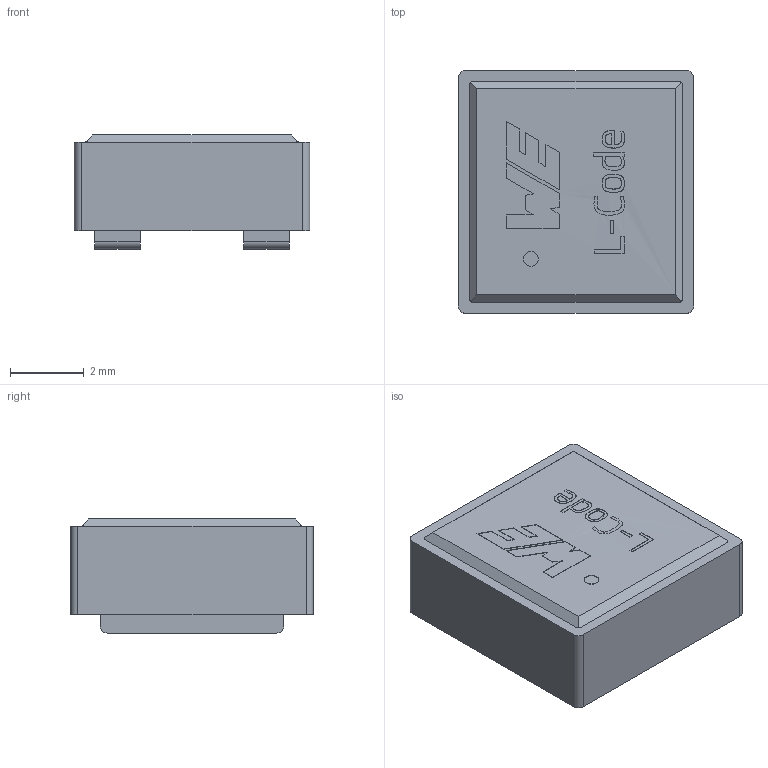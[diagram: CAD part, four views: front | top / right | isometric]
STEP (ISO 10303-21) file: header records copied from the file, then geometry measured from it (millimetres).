
FILE_DESCRIPTION(/* description */ ('Unknown'),/* implementation_level */ '2;1');
FILE_NAME(/* name */ 'L_Wurth_WE-XHMI-6030P',/* time_stamp */ '2025-04-14T11:25:39+08:00',/* author */ ('Unknown'),/* organization */ ('Unknown'),/* preprocessor_version */ 'ST-DEVELOPER v19.4',/* originating_system */ 'Solid Edge',/* authorisation */ 'Unknown');
FILE_SCHEMA (('AUTOMOTIVE_DESIGN {1 0 10303 214 3 1 1}'));
Length unit declared in the file: millimetre
Products named in the file (2): L_Wurth_WE-XHMI-6030P
Assembly tree (1 placements, depth 2):
  L_Wurth_WE-XHMI-6030P
    L_Wurth_WE-XHMI-6030P
Bounding box: 6.4 x 6.6 x 3.1 mm (x, y, z)
Volume: 114 mm3; surface area: 160.2 mm2
Topology: 1 solids, 1 shells, 101 faces, 254 edges, 170 vertices
Faces by surface type: plane 79, cylinder 14, bspline 8
Full cylindrical faces by diameter (mm): 0.4 x1
Entity records: 3968 total; most frequent: CARTESIAN_POINT 918, ORIENTED_EDGE 502, DIRECTION 405, EDGE_CURVE 251, VERTEX_POINT 170, LINE 155, VECTOR 155, AXIS2_PLACEMENT_3D 125
